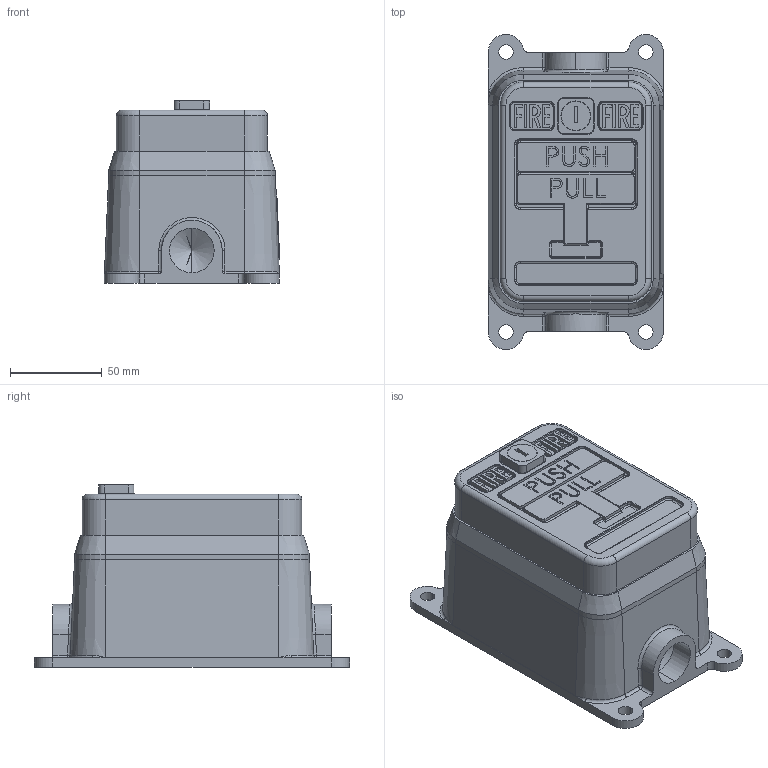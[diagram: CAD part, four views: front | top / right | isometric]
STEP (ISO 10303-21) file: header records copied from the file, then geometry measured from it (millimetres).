
FILE_DESCRIPTION (( 'STEP AP203' ), '1' );
FILE_NAME ('D241-05-001-3D_Issue_1.STEP', '2023-03-09T14:15:42', ( '' ), ( '' ), 'SwSTEP 2.0', 'SolidWorks 2022', '' );
FILE_SCHEMA (( 'CONFIG_CONTROL_DESIGN' ));
Length unit declared in the file: inch
Products named in the file (1): D241-05-001-3D_Issue_1
Bounding box: 95.55 x 171.66 x 99.31 mm (x, y, z)
Volume: 1072138.5 mm3; surface area: 122144 mm2
Topology: 4 solids, 4 shells, 521 faces, 1288 edges, 802 vertices
Faces by surface type: plane 239, cylinder 159, torus 60, bspline 47, cone 12, sphere 4
Entity records: 17382 total; most frequent: CARTESIAN_POINT 5074, ORIENTED_EDGE 2568, DIRECTION 2494, EDGE_CURVE 1284, AXIS2_PLACEMENT_3D 842, LINE 810, VECTOR 810, VERTEX_POINT 802
